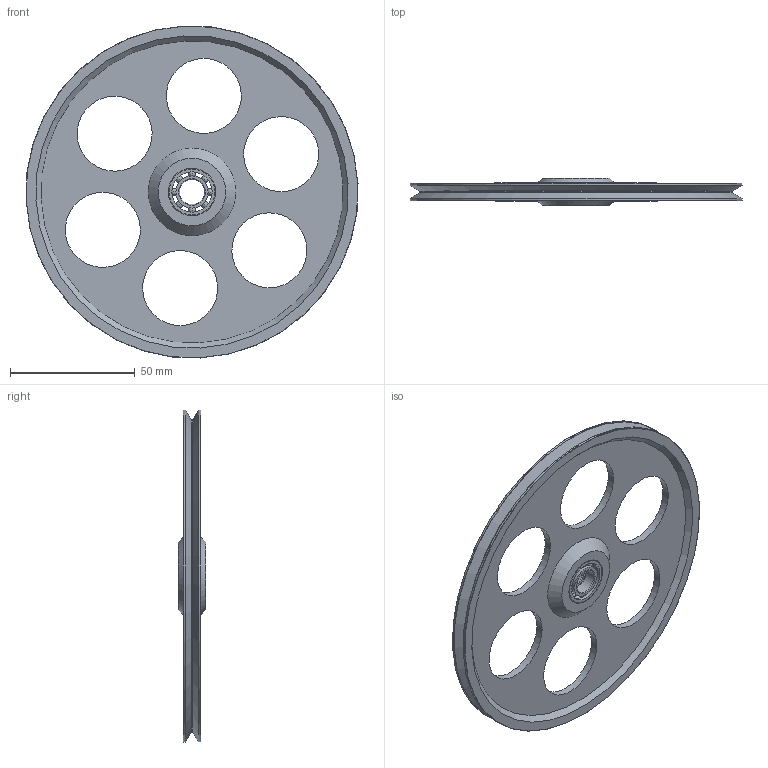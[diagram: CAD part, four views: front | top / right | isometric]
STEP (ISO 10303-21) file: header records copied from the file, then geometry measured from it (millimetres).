
FILE_DESCRIPTION(/* description */ (''),/* implementation_level */ '2;1');
FILE_NAME(/* name */ 'PSA125V060HL-K.stp',/* time_stamp */ '2024-04-17T16:32:00+02:00',/* author */ ('moritz.michaelis'),/* organization */ (''),/* preprocessor_version */ 'ST-DEVELOPER v20',/* originating_system */ 'Autodesk Inventor 2024',/* authorisation */ '');
FILE_SCHEMA (('CONFIG_CONTROL_DESIGN'));
Length unit declared in the file: millimetre
Products named in the file (3): 1907-002-0242-Umlenkrolle-125-3; 1907-002-0240b Umlenkrolle 125-0_85; DIN 625 SKF - SKF 61800
Assembly tree (3 placements, depth 2):
  1907-002-0242-Umlenkrolle-125-3
    1907-002-0240b Umlenkrolle 125-0_85
    DIN 625 SKF - SKF 61800  x2
Bounding box: 132.82 x 11 x 132.82 mm (x, y, z)
Volume: 36578.5 mm3; surface area: 29501 mm2
Topology: 3 solids, 3 shells, 108 faces, 372 edges, 248 vertices
Faces by surface type: torus 46, cylinder 24, plane 16, sphere 16, cone 6
Full cylindrical faces by diameter (mm): 10 x2, 12.88 x4, 16.12 x4, 19 x4, 20 x1, 30 x6, 125 x1, 133 x2
Entity records: 4136 total; most frequent: CARTESIAN_POINT 2074, ORIENTED_EDGE 412, DIRECTION 404, EDGE_CURVE 206, AXIS2_PLACEMENT_3D 190, VERTEX_POINT 148, CIRCLE 114, EDGE_LOOP 110
